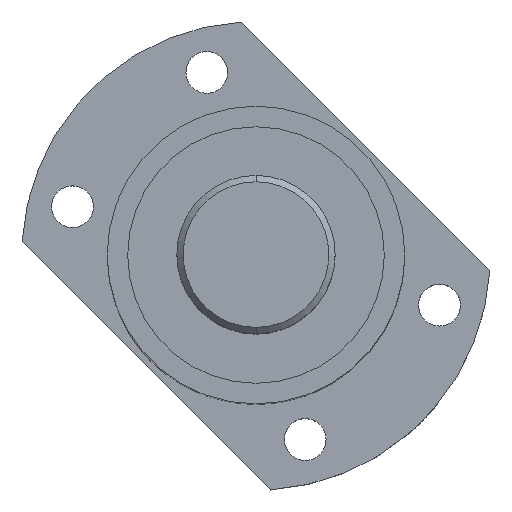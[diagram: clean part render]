
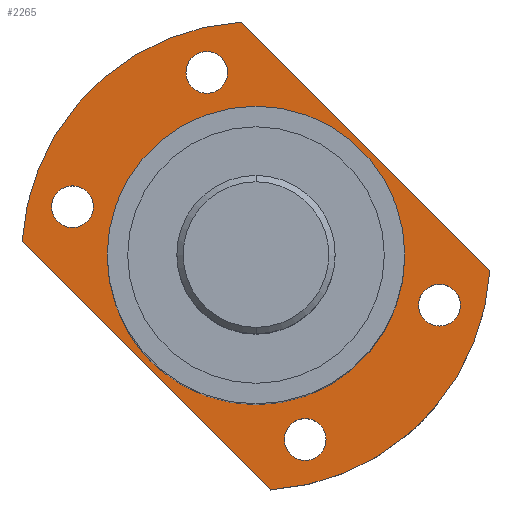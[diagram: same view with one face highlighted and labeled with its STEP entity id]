
A CAD part, top view. The second image highlights one B-rep face of the part: STEP entity #2265.
In plain terms, the highlighted planar face has unit normal (0, 0, 1).
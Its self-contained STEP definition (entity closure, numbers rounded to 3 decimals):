
#271 = CARTESIAN_POINT ( 'NONE',  ( -2.281, 102.529, 156.375 ) ) ;
#396 = FACE_BOUND ( 'NONE', #4632, .T. ) ;
#464 = EDGE_LOOP ( 'NONE', ( #15962, #25535 ) ) ;
#666 = ORIENTED_EDGE ( 'NONE', *, *, #7183, .F. ) ;
#738 = VECTOR ( 'NONE', #22945, 1000. ) ;
#827 = CARTESIAN_POINT ( 'NONE',  ( -36.93, 67.881, 156.375 ) ) ;
#871 = CARTESIAN_POINT ( 'NONE',  ( -4.465, 94.577, 156.375 ) ) ;
#1076 = AXIS2_PLACEMENT_3D ( 'NONE', #22287, #15730, #24121 ) ;
#1168 = CARTESIAN_POINT ( 'NONE',  ( 32.278, 57.835, 156.375 ) ) ;
#1782 = CARTESIAN_POINT ( 'NONE',  ( -7.765, 94.577, 156.375 ) ) ;
#1961 = DIRECTION ( 'NONE',  ( 1., 0., 0. ) ) ;
#1988 = ORIENTED_EDGE ( 'NONE', *, *, #27219, .F. ) ;
#2112 = FACE_BOUND ( 'NONE', #464, .T. ) ;
#2141 = EDGE_LOOP ( 'NONE', ( #3602, #16571, #2895, #17776 ) ) ;
#2265 = ADVANCED_FACE ( 'NONE', ( #9645, #2460, #27137, #2112, #396, #11705 ), #16397, .F. ) ;
#2439 = CARTESIAN_POINT ( 'NONE',  ( 0., 65.599, 156.375 ) ) ;
#2460 = FACE_BOUND ( 'NONE', #12767, .T. ) ;
#2495 = DIRECTION ( 'NONE',  ( 0., 0., 1. ) ) ;
#2634 = EDGE_CURVE ( 'NONE', #12431, #14108, #26481, .T. ) ;
#2712 = AXIS2_PLACEMENT_3D ( 'NONE', #1782, #17267, #10886 ) ;
#2895 = ORIENTED_EDGE ( 'NONE', *, *, #17917, .F. ) ;
#2997 = AXIS2_PLACEMENT_3D ( 'NONE', #15271, #15086, #1961 ) ;
#3167 = AXIS2_PLACEMENT_3D ( 'NONE', #13296, #2495, #17679 ) ;
#3335 = DIRECTION ( 'NONE',  ( -1., 0., 0. ) ) ;
#3469 = AXIS2_PLACEMENT_3D ( 'NONE', #17781, #13583, #24610 ) ;
#3602 = ORIENTED_EDGE ( 'NONE', *, *, #9579, .F. ) ;
#4265 = ORIENTED_EDGE ( 'NONE', *, *, #22599, .F. ) ;
#4632 = EDGE_LOOP ( 'NONE', ( #11702, #22955 ) ) ;
#5168 = VERTEX_POINT ( 'NONE', #1168 ) ;
#5325 = EDGE_CURVE ( 'NONE', #9290, #21461, #7576, .T. ) ;
#5566 = DIRECTION ( 'NONE',  ( 0., 0., 1. ) ) ;
#5699 = DIRECTION ( 'NONE',  ( 0., 0., 1. ) ) ;
#5799 = CARTESIAN_POINT ( 'NONE',  ( 0., 65.599, 156.375 ) ) ;
#5900 = LINE ( 'NONE', #271, #19850 ) ;
#5962 = VERTEX_POINT ( 'NONE', #12247 ) ;
#6072 = CARTESIAN_POINT ( 'NONE',  ( -23.5, 65.599, 156.375 ) ) ;
#6227 = EDGE_CURVE ( 'NONE', #21461, #9290, #8934, .T. ) ;
#6744 = VERTEX_POINT ( 'NONE', #23477 ) ;
#6826 = AXIS2_PLACEMENT_3D ( 'NONE', #17960, #26933, #7047 ) ;
#7047 = DIRECTION ( 'NONE',  ( -1., 0., 0. ) ) ;
#7183 = EDGE_CURVE ( 'NONE', #5168, #15466, #16373, .T. ) ;
#7342 = EDGE_CURVE ( 'NONE', #23761, #5962, #16743, .T. ) ;
#7576 = CIRCLE ( 'NONE', #13883, 3.3 ) ;
#8001 = DIRECTION ( 'NONE',  ( 0., 0., 1. ) ) ;
#8013 = ORIENTED_EDGE ( 'NONE', *, *, #20137, .F. ) ;
#8476 = CARTESIAN_POINT ( 'NONE',  ( 36.93, 63.318, 156.375 ) ) ;
#8934 = CIRCLE ( 'NONE', #2712, 3.3 ) ;
#8963 = DIRECTION ( 'NONE',  ( 0., 0., -1. ) ) ;
#8983 = CARTESIAN_POINT ( 'NONE',  ( -32.278, 73.364, 156.375 ) ) ;
#9249 = AXIS2_PLACEMENT_3D ( 'NONE', #18614, #5566, #14444 ) ;
#9290 = VERTEX_POINT ( 'NONE', #20785 ) ;
#9579 = EDGE_CURVE ( 'NONE', #14108, #15500, #10587, .T. ) ;
#9645 = FACE_OUTER_BOUND ( 'NONE', #2141, .T. ) ;
#10051 = EDGE_CURVE ( 'NONE', #28186, #10964, #26341, .T. ) ;
#10587 = CIRCLE ( 'NONE', #6826, 37. ) ;
#10886 = DIRECTION ( 'NONE',  ( 1., 0., 0. ) ) ;
#10964 = VERTEX_POINT ( 'NONE', #20116 ) ;
#10993 = CARTESIAN_POINT ( 'NONE',  ( 11.065, 36.622, 156.375 ) ) ;
#11258 = DIRECTION ( 'NONE',  ( -1., 0., 0. ) ) ;
#11702 = ORIENTED_EDGE ( 'NONE', *, *, #6227, .F. ) ;
#11705 = FACE_BOUND ( 'NONE', #16957, .T. ) ;
#12247 = CARTESIAN_POINT ( 'NONE',  ( -25.678, 73.364, 156.375 ) ) ;
#12431 = VERTEX_POINT ( 'NONE', #13270 ) ;
#12767 = EDGE_LOOP ( 'NONE', ( #27644, #4265 ) ) ;
#12898 = AXIS2_PLACEMENT_3D ( 'NONE', #2439, #8963, #11258 ) ;
#13137 = DIRECTION ( 'NONE',  ( 1., 0., 0. ) ) ;
#13270 = CARTESIAN_POINT ( 'NONE',  ( 2.281, 28.67, 156.375 ) ) ;
#13296 = CARTESIAN_POINT ( 'NONE',  ( 0., 65.599, 156.375 ) ) ;
#13318 = CARTESIAN_POINT ( 'NONE',  ( 7.765, 36.622, 156.375 ) ) ;
#13429 = AXIS2_PLACEMENT_3D ( 'NONE', #5799, #8001, #23366 ) ;
#13505 = VERTEX_POINT ( 'NONE', #8476 ) ;
#13583 = DIRECTION ( 'NONE',  ( 0., 0., 1. ) ) ;
#13653 = CARTESIAN_POINT ( 'NONE',  ( 25.678, 57.835, 156.375 ) ) ;
#13883 = AXIS2_PLACEMENT_3D ( 'NONE', #21042, #5699, #23365 ) ;
#14108 = VERTEX_POINT ( 'NONE', #827 ) ;
#14444 = DIRECTION ( 'NONE',  ( 1., 0., 0. ) ) ;
#15086 = DIRECTION ( 'NONE',  ( 0., 0., 1. ) ) ;
#15271 = CARTESIAN_POINT ( 'NONE',  ( -28.978, 73.364, 156.375 ) ) ;
#15466 = VERTEX_POINT ( 'NONE', #13653 ) ;
#15500 = VERTEX_POINT ( 'NONE', #22384 ) ;
#15730 = DIRECTION ( 'NONE',  ( 0., 0., 1. ) ) ;
#15962 = ORIENTED_EDGE ( 'NONE', *, *, #19443, .F. ) ;
#16033 = CIRCLE ( 'NONE', #13429, 23.5 ) ;
#16373 = CIRCLE ( 'NONE', #1076, 3.3 ) ;
#16378 = EDGE_CURVE ( 'NONE', #6744, #26122, #16886, .T. ) ;
#16397 = PLANE ( 'NONE',  #23220 ) ;
#16571 = ORIENTED_EDGE ( 'NONE', *, *, #2634, .F. ) ;
#16743 = CIRCLE ( 'NONE', #20658, 3.3 ) ;
#16886 = CIRCLE ( 'NONE', #3167, 23.5 ) ;
#16957 = EDGE_LOOP ( 'NONE', ( #19899, #1988 ) ) ;
#17267 = DIRECTION ( 'NONE',  ( 0., 0., 1. ) ) ;
#17534 = CIRCLE ( 'NONE', #2997, 3.3 ) ;
#17679 = DIRECTION ( 'NONE',  ( 1., 0., 0. ) ) ;
#17776 = ORIENTED_EDGE ( 'NONE', *, *, #26334, .F. ) ;
#17781 = CARTESIAN_POINT ( 'NONE',  ( 7.765, 36.622, 156.375 ) ) ;
#17917 = EDGE_CURVE ( 'NONE', #13505, #12431, #27202, .T. ) ;
#17960 = CARTESIAN_POINT ( 'NONE',  ( 0., 65.599, 156.375 ) ) ;
#18094 = CARTESIAN_POINT ( 'NONE',  ( -28.978, 73.364, 156.375 ) ) ;
#18614 = CARTESIAN_POINT ( 'NONE',  ( 28.978, 57.835, 156.375 ) ) ;
#19443 = EDGE_CURVE ( 'NONE', #5962, #23761, #17534, .T. ) ;
#19850 = VECTOR ( 'NONE', #22359, 1000. ) ;
#19898 = CIRCLE ( 'NONE', #3469, 3.3 ) ;
#19899 = ORIENTED_EDGE ( 'NONE', *, *, #16378, .F. ) ;
#20116 = CARTESIAN_POINT ( 'NONE',  ( 4.465, 36.622, 156.375 ) ) ;
#20137 = EDGE_CURVE ( 'NONE', #15466, #5168, #22379, .T. ) ;
#20308 = DIRECTION ( 'NONE',  ( 0., 0., 1. ) ) ;
#20658 = AXIS2_PLACEMENT_3D ( 'NONE', #18094, #20308, #22541 ) ;
#20712 = CARTESIAN_POINT ( 'NONE',  ( 2.281, 28.67, 156.375 ) ) ;
#20785 = CARTESIAN_POINT ( 'NONE',  ( -11.065, 94.577, 156.375 ) ) ;
#21042 = CARTESIAN_POINT ( 'NONE',  ( -7.765, 94.577, 156.375 ) ) ;
#21461 = VERTEX_POINT ( 'NONE', #871 ) ;
#22058 = DIRECTION ( 'NONE',  ( 0., 0., 1. ) ) ;
#22287 = CARTESIAN_POINT ( 'NONE',  ( 28.978, 57.835, 156.375 ) ) ;
#22359 = DIRECTION ( 'NONE',  ( 0.707, -0.707, 0. ) ) ;
#22379 = CIRCLE ( 'NONE', #9249, 3.3 ) ;
#22384 = CARTESIAN_POINT ( 'NONE',  ( -2.281, 102.529, 156.375 ) ) ;
#22541 = DIRECTION ( 'NONE',  ( 1., 0., 0. ) ) ;
#22599 = EDGE_CURVE ( 'NONE', #10964, #28186, #19898, .T. ) ;
#22845 = CARTESIAN_POINT ( 'NONE',  ( 0., 65.599, 156.375 ) ) ;
#22945 = DIRECTION ( 'NONE',  ( -0.707, 0.707, 0. ) ) ;
#22955 = ORIENTED_EDGE ( 'NONE', *, *, #5325, .F. ) ;
#23220 = AXIS2_PLACEMENT_3D ( 'NONE', #22845, #27585, #3335 ) ;
#23302 = AXIS2_PLACEMENT_3D ( 'NONE', #13318, #22058, #13137 ) ;
#23365 = DIRECTION ( 'NONE',  ( 1., 0., 0. ) ) ;
#23366 = DIRECTION ( 'NONE',  ( 1., 0., 0. ) ) ;
#23477 = CARTESIAN_POINT ( 'NONE',  ( 23.5, 65.599, 156.375 ) ) ;
#23761 = VERTEX_POINT ( 'NONE', #8983 ) ;
#24121 = DIRECTION ( 'NONE',  ( 1., 0., 0. ) ) ;
#24610 = DIRECTION ( 'NONE',  ( 1., 0., 0. ) ) ;
#25535 = ORIENTED_EDGE ( 'NONE', *, *, #7342, .F. ) ;
#26122 = VERTEX_POINT ( 'NONE', #6072 ) ;
#26334 = EDGE_CURVE ( 'NONE', #15500, #13505, #5900, .T. ) ;
#26341 = CIRCLE ( 'NONE', #23302, 3.3 ) ;
#26481 = LINE ( 'NONE', #20712, #738 ) ;
#26933 = DIRECTION ( 'NONE',  ( 0., 0., -1. ) ) ;
#27137 = FACE_BOUND ( 'NONE', #27138, .T. ) ;
#27138 = EDGE_LOOP ( 'NONE', ( #666, #8013 ) ) ;
#27202 = CIRCLE ( 'NONE', #12898, 37. ) ;
#27219 = EDGE_CURVE ( 'NONE', #26122, #6744, #16033, .T. ) ;
#27585 = DIRECTION ( 'NONE',  ( 0., 0., -1. ) ) ;
#27644 = ORIENTED_EDGE ( 'NONE', *, *, #10051, .F. ) ;
#28186 = VERTEX_POINT ( 'NONE', #10993 ) ;
